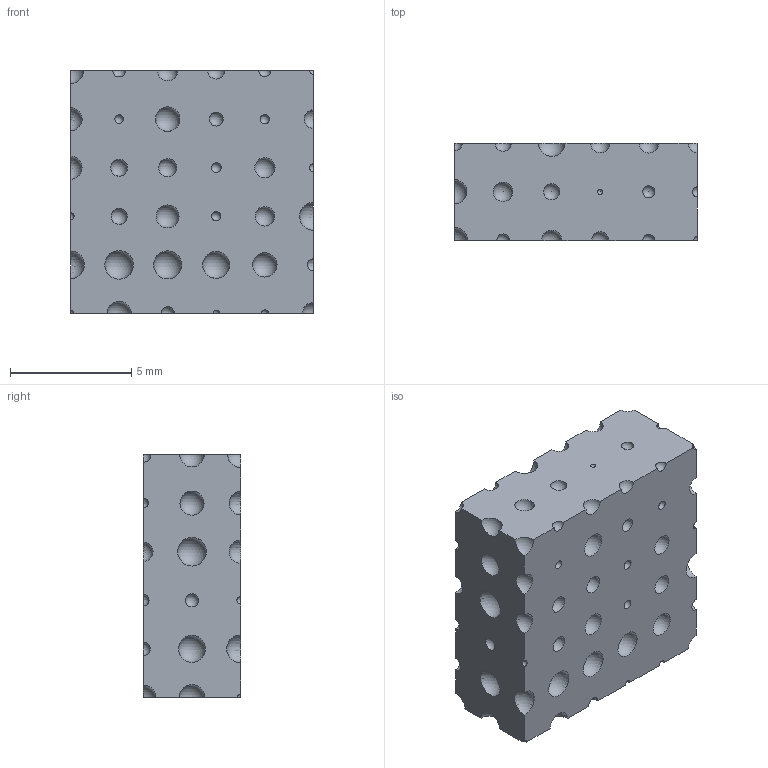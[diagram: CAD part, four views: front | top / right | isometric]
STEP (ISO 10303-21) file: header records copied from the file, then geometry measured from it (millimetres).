
FILE_DESCRIPTION(('Open CASCADE Model'),'2;1');
FILE_NAME('Open CASCADE Shape Model','2023-11-01T17:17:40',('Author'),( 'Open CASCADE'),'Open CASCADE STEP processor 7.7','Open CASCADE 7.7' ,'Unknown');
FILE_SCHEMA(('AUTOMOTIVE_DESIGN { 1 0 10303 214 1 1 1 1 }'));
Length unit declared in the file: millimetre
Products named in the file (1): Open CASCADE STEP translator 7.7 1
Bounding box: 10 x 4 x 10 mm (x, y, z)
Volume: 387.4 mm3; surface area: 401.7 mm2
Topology: 1 solids, 17 shells, 114 faces, 456 edges, 244 vertices
Faces by surface type: sphere 108, plane 6
Entity records: 7097 total; most frequent: CARTESIAN_POINT 1501, DIRECTION 1149, ORIENTED_EDGE 520, PCURVE 520, DEFINITIONAL_REPRESENTATION 520, CIRCLE 355, LINE 352, VECTOR 352
